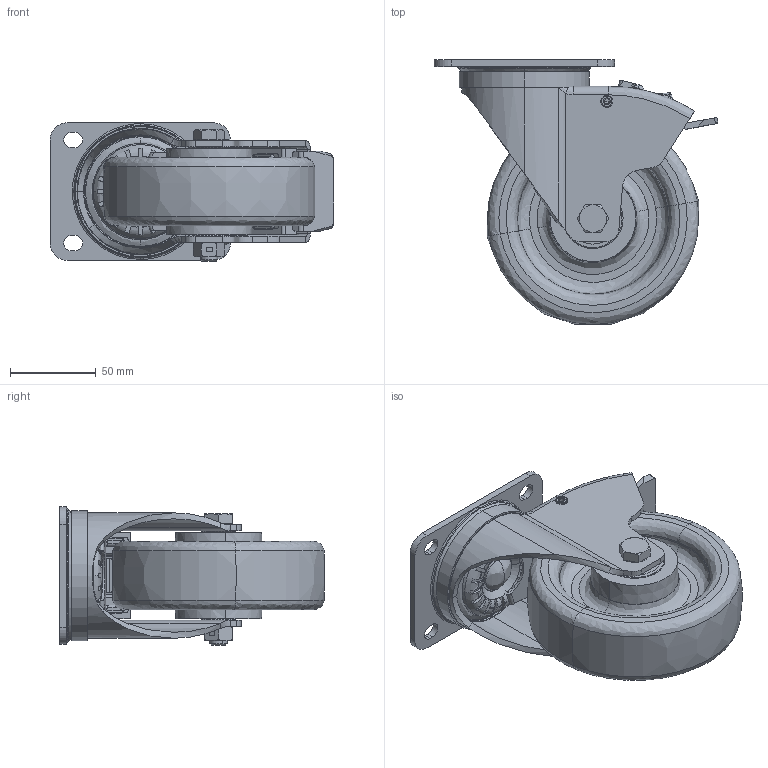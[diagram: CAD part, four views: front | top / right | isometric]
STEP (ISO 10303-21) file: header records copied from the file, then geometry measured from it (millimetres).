
FILE_DESCRIPTION (( 'STEP AP214' ), '1' );
FILE_NAME ('0020325BL.step', '2022-08-09T09:26:06', ( '' ), ( '' ), 'SwSTEP 2.0', 'SolidWorks 2020', '' );
FILE_SCHEMA (( 'AUTOMOTIVE_DESIGN' ));
Length unit declared in the file: millimetre
Products named in the file (1): 0020325BL
Bounding box: 165.19 x 154.05 x 80.5 mm (x, y, z)
Surface area: 136444 mm2 (no closed solid volume)
Topology: 0 solids, 28 shells, 756 faces, 2452 edges, 1675 vertices
Faces by surface type: plane 376, cylinder 183, bspline 106, cone 70, torus 21
Entity records: 42187 total; most frequent: CARTESIAN_POINT 13234, DIRECTION 4185, ORIENTED_EDGE 4041, EDGE_CURVE 2446, VERTEX_POINT 1675, AXIS2_PLACEMENT_3D 1419, LINE 1347, VECTOR 1347
